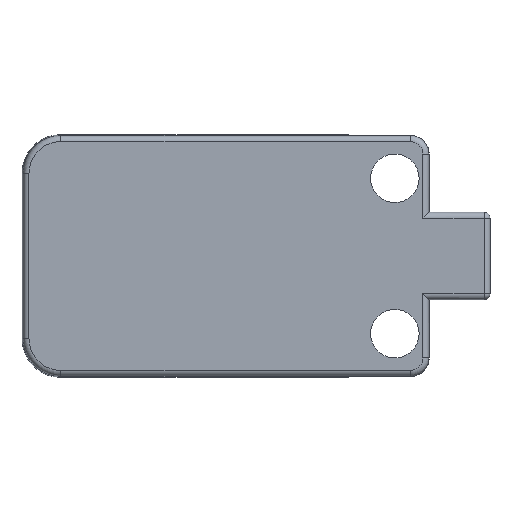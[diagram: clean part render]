
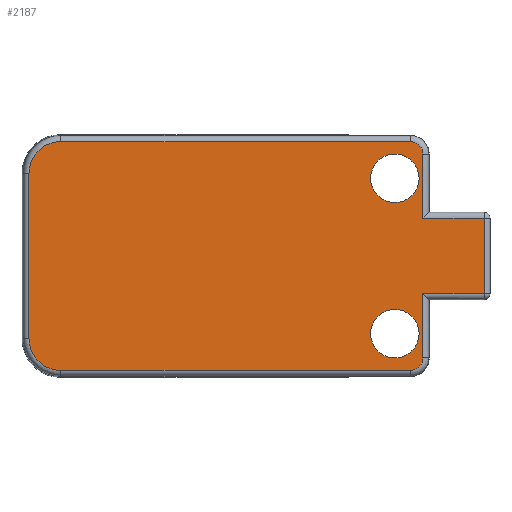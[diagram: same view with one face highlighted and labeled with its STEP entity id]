
A CAD part, front view. The second image highlights one B-rep face of the part: STEP entity #2187.
In plain terms, the highlighted planar face has unit normal (0, -1, 0).
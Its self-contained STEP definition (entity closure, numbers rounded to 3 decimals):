
#390=DIRECTION('',(1.,0.,0.));
#391=VECTOR('',#390,18.);
#392=CARTESIAN_POINT('',(-8.5,-2.35,-5.891));
#393=LINE('',#392,#391);
#413=DIRECTION('',(0.,0.,-1.));
#414=VECTOR('',#413,8.5);
#415=CARTESIAN_POINT('',(-10.141,-2.35,4.25));
#416=LINE('',#415,#414);
#461=DIRECTION('',(-1.,0.,0.));
#462=VECTOR('',#461,18.);
#463=CARTESIAN_POINT('',(9.5,-2.35,5.891));
#464=LINE('',#463,#462);
#526=DIRECTION('',(0.,0.,1.));
#527=VECTOR('',#526,3.3);
#528=CARTESIAN_POINT('',(10.141,-2.35,1.95));
#529=LINE('',#528,#527);
#534=CARTESIAN_POINT('',(9.5,-2.35,-5.25));
#535=DIRECTION('',(0.,1.,0.));
#536=DIRECTION('',(1.,0.,0.));
#537=AXIS2_PLACEMENT_3D('',#534,#535,#536);
#539=CARTESIAN_POINT('',(-8.5,-2.35,-4.25));
#540=DIRECTION('',(0.,1.,0.));
#541=DIRECTION('',(0.,0.,-1.));
#542=AXIS2_PLACEMENT_3D('',#539,#540,#541);
#544=CARTESIAN_POINT('',(-8.5,-2.35,4.25));
#545=DIRECTION('',(0.,1.,0.));
#546=DIRECTION('',(-1.,0.,0.));
#547=AXIS2_PLACEMENT_3D('',#544,#545,#546);
#549=CARTESIAN_POINT('',(9.5,-2.35,5.25));
#550=DIRECTION('',(0.,1.,0.));
#551=DIRECTION('',(0.,0.,1.));
#552=AXIS2_PLACEMENT_3D('',#549,#550,#551);
#554=CARTESIAN_POINT('',(8.7,-2.35,-4.));
#555=DIRECTION('',(0.,-1.,0.));
#556=DIRECTION('',(0.,0.,-1.));
#557=AXIS2_PLACEMENT_3D('',#554,#555,#556);
#559=CARTESIAN_POINT('',(8.7,-2.35,-4.));
#560=DIRECTION('',(0.,-1.,0.));
#561=DIRECTION('',(0.,0.,1.));
#562=AXIS2_PLACEMENT_3D('',#559,#560,#561);
#564=CARTESIAN_POINT('',(8.7,-2.35,4.));
#565=DIRECTION('',(0.,-1.,0.));
#566=DIRECTION('',(0.,0.,-1.));
#567=AXIS2_PLACEMENT_3D('',#564,#565,#566);
#569=CARTESIAN_POINT('',(8.7,-2.35,4.));
#570=DIRECTION('',(0.,-1.,0.));
#571=DIRECTION('',(0.,0.,1.));
#572=AXIS2_PLACEMENT_3D('',#569,#570,#571);
#574=DIRECTION('',(-1.,0.,0.));
#575=VECTOR('',#574,3.159);
#576=CARTESIAN_POINT('',(13.3,-2.35,1.95));
#577=LINE('',#576,#575);
#611=DIRECTION('',(0.,0.,1.));
#612=VECTOR('',#611,3.9);
#613=CARTESIAN_POINT('',(13.3,-2.35,-1.95));
#614=LINE('',#613,#612);
#640=DIRECTION('',(1.,0.,0.));
#641=VECTOR('',#640,3.159);
#642=CARTESIAN_POINT('',(10.141,-2.35,-1.95));
#643=LINE('',#642,#641);
#657=DIRECTION('',(0.,0.,1.));
#658=VECTOR('',#657,3.3);
#659=CARTESIAN_POINT('',(10.141,-2.35,-5.25));
#660=LINE('',#659,#658);
#1159=CARTESIAN_POINT('',(8.7,-2.35,2.75));
#1160=CARTESIAN_POINT('',(8.7,-2.35,5.25));
#1161=VERTEX_POINT('',#1159);
#1162=VERTEX_POINT('',#1160);
#1163=CARTESIAN_POINT('',(10.141,-2.35,1.95));
#1164=CARTESIAN_POINT('',(10.141,-2.35,5.25));
#1165=VERTEX_POINT('',#1163);
#1166=VERTEX_POINT('',#1164);
#1167=CARTESIAN_POINT('',(13.3,-2.35,1.95));
#1168=VERTEX_POINT('',#1167);
#1169=CARTESIAN_POINT('',(13.3,-2.35,-1.95));
#1170=VERTEX_POINT('',#1169);
#1171=CARTESIAN_POINT('',(10.141,-2.35,-1.95));
#1172=VERTEX_POINT('',#1171);
#1173=CARTESIAN_POINT('',(10.141,-2.35,-5.25));
#1174=VERTEX_POINT('',#1173);
#1175=CARTESIAN_POINT('',(9.5,-2.35,-5.891));
#1176=VERTEX_POINT('',#1175);
#1177=CARTESIAN_POINT('',(-8.5,-2.35,-5.891));
#1178=VERTEX_POINT('',#1177);
#1179=CARTESIAN_POINT('',(-10.141,-2.35,-4.25));
#1180=VERTEX_POINT('',#1179);
#1181=CARTESIAN_POINT('',(-10.141,-2.35,4.25));
#1182=VERTEX_POINT('',#1181);
#1183=CARTESIAN_POINT('',(-8.5,-2.35,5.891));
#1184=VERTEX_POINT('',#1183);
#1185=CARTESIAN_POINT('',(9.5,-2.35,5.891));
#1186=VERTEX_POINT('',#1185);
#1187=CARTESIAN_POINT('',(8.7,-2.35,-5.25));
#1188=CARTESIAN_POINT('',(8.7,-2.35,-2.75));
#1189=VERTEX_POINT('',#1187);
#1190=VERTEX_POINT('',#1188);
#2152=CARTESIAN_POINT('',(0.,-2.35,0.));
#2153=DIRECTION('',(0.,1.,0.));
#2154=DIRECTION('',(1.,0.,0.));
#2155=AXIS2_PLACEMENT_3D('',#2152,#2153,#2154);
#2156=PLANE('',#2155);
#2157=ORIENTED_EDGE('',*,*,#2143,.F.);
#2159=ORIENTED_EDGE('',*,*,#2158,.F.);
#2161=ORIENTED_EDGE('',*,*,#2160,.F.);
#2163=ORIENTED_EDGE('',*,*,#2162,.F.);
#2165=ORIENTED_EDGE('',*,*,#2164,.F.);
#2166=ORIENTED_EDGE('',*,*,#1933,.T.);
#2167=ORIENTED_EDGE('',*,*,#1948,.F.);
#2168=ORIENTED_EDGE('',*,*,#1962,.T.);
#2169=ORIENTED_EDGE('',*,*,#1977,.F.);
#2170=ORIENTED_EDGE('',*,*,#2044,.T.);
#2171=ORIENTED_EDGE('',*,*,#2058,.F.);
#2172=ORIENTED_EDGE('',*,*,#2073,.T.);
#2173=EDGE_LOOP('',(#2157,#2159,#2161,#2163,#2165,#2166,#2167,#2168,#2169,#2170,
#2171,#2172));
#2174=FACE_OUTER_BOUND('',#2173,.F.);
#2176=ORIENTED_EDGE('',*,*,#2175,.T.);
#2178=ORIENTED_EDGE('',*,*,#2177,.T.);
#2179=EDGE_LOOP('',(#2176,#2178));
#2180=FACE_BOUND('',#2179,.F.);
#2182=ORIENTED_EDGE('',*,*,#2181,.T.);
#2184=ORIENTED_EDGE('',*,*,#2183,.T.);
#2185=EDGE_LOOP('',(#2182,#2184));
#2186=FACE_BOUND('',#2185,.F.);
#538=CIRCLE('',#537,0.641);
#543=CIRCLE('',#542,1.641);
#548=CIRCLE('',#547,1.641);
#553=CIRCLE('',#552,0.641);
#558=CIRCLE('',#557,1.25);
#563=CIRCLE('',#562,1.25);
#568=CIRCLE('',#567,1.25);
#573=CIRCLE('',#572,1.25);
#1933=EDGE_CURVE('',#1174,#1176,#538,.T.);
#1948=EDGE_CURVE('',#1178,#1176,#393,.T.);
#1962=EDGE_CURVE('',#1178,#1180,#543,.T.);
#1977=EDGE_CURVE('',#1182,#1180,#416,.T.);
#2044=EDGE_CURVE('',#1182,#1184,#548,.T.);
#2058=EDGE_CURVE('',#1186,#1184,#464,.T.);
#2073=EDGE_CURVE('',#1186,#1166,#553,.T.);
#2143=EDGE_CURVE('',#1165,#1166,#529,.T.);
#2158=EDGE_CURVE('',#1168,#1165,#577,.T.);
#2160=EDGE_CURVE('',#1170,#1168,#614,.T.);
#2162=EDGE_CURVE('',#1172,#1170,#643,.T.);
#2164=EDGE_CURVE('',#1174,#1172,#660,.T.);
#2175=EDGE_CURVE('',#1189,#1190,#558,.T.);
#2177=EDGE_CURVE('',#1190,#1189,#563,.T.);
#2181=EDGE_CURVE('',#1161,#1162,#568,.T.);
#2183=EDGE_CURVE('',#1162,#1161,#573,.T.);
#2187=ADVANCED_FACE('',(#2174,#2180,#2186),#2156,.F.);
